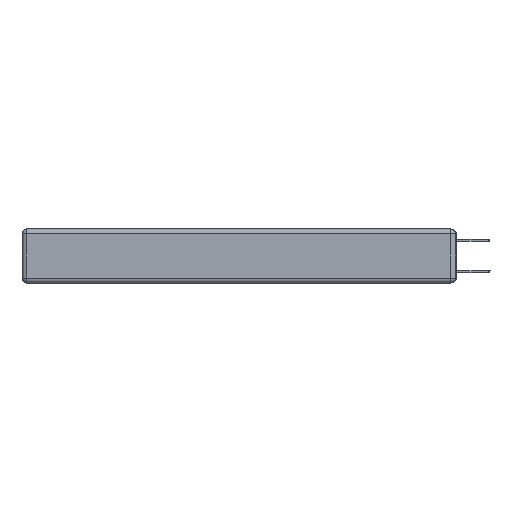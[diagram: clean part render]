
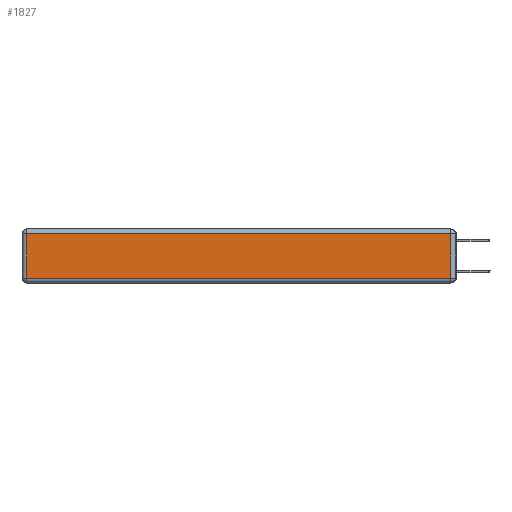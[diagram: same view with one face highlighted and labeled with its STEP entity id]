
A CAD part, left-side view. The second image highlights one B-rep face of the part: STEP entity #1827.
In plain terms, the highlighted planar face has unit normal (-1, 0, 0).
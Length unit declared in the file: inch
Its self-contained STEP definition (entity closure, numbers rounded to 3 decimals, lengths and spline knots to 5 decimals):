
#817 = EDGE_CURVE ( 'NONE', #19289, #18130, #9075, .T. ) ;
#916 = CARTESIAN_POINT ( 'NONE',  ( 0., 2.72, -0.03 ) ) ;
#982 = DIRECTION ( 'NONE',  ( 0., 1., 0. ) ) ;
#1827 = ADVANCED_FACE ( 'NONE', ( #7758 ), #17487, .T. ) ;
#3973 = DIRECTION ( 'NONE',  ( -1., 0., 0. ) ) ;
#5415 = DIRECTION ( 'NONE',  ( 0., 0., -1. ) ) ;
#5444 = VECTOR ( 'NONE', #5415, 39.37008 ) ;
#5521 = VECTOR ( 'NONE', #5529, 39.37008 ) ;
#5529 = DIRECTION ( 'NONE',  ( 0., -1., 0. ) ) ;
#6110 = ORIENTED_EDGE ( 'NONE', *, *, #12551, .T. ) ;
#6355 = VECTOR ( 'NONE', #7689, 39.37008 ) ;
#7333 = CARTESIAN_POINT ( 'NONE',  ( 0., 0.03, -0.313 ) ) ;
#7535 = CARTESIAN_POINT ( 'NONE',  ( 0., 0.03, -0.343 ) ) ;
#7689 = DIRECTION ( 'NONE',  ( 0., 0., 1. ) ) ;
#7758 = FACE_OUTER_BOUND ( 'NONE', #14281, .T. ) ;
#8877 = EDGE_CURVE ( 'NONE', #19839, #19289, #9295, .T. ) ;
#8920 = CARTESIAN_POINT ( 'NONE',  ( 0., 0., -0.343 ) ) ;
#9075 = LINE ( 'NONE', #10651, #5444 ) ;
#9295 = LINE ( 'NONE', #19521, #16457 ) ;
#10651 = CARTESIAN_POINT ( 'NONE',  ( 0., 2.72, -0.343 ) ) ;
#11053 = CARTESIAN_POINT ( 'NONE',  ( 0., 0.03, -0.03 ) ) ;
#12551 = EDGE_CURVE ( 'NONE', #18130, #20158, #14455, .T. ) ;
#12944 = ORIENTED_EDGE ( 'NONE', *, *, #19776, .T. ) ;
#14281 = EDGE_LOOP ( 'NONE', ( #6110, #12944, #15831, #17929 ) ) ;
#14455 = LINE ( 'NONE', #17077, #5521 ) ;
#15559 = LINE ( 'NONE', #7535, #6355 ) ;
#15831 = ORIENTED_EDGE ( 'NONE', *, *, #8877, .T. ) ;
#16451 = CARTESIAN_POINT ( 'NONE',  ( 0., 2.72, -0.313 ) ) ;
#16457 = VECTOR ( 'NONE', #982, 39.37008 ) ;
#17077 = CARTESIAN_POINT ( 'NONE',  ( 0., 0., -0.313 ) ) ;
#17487 = PLANE ( 'NONE',  #21013 ) ;
#17929 = ORIENTED_EDGE ( 'NONE', *, *, #817, .T. ) ;
#18130 = VERTEX_POINT ( 'NONE', #16451 ) ;
#19289 = VERTEX_POINT ( 'NONE', #916 ) ;
#19521 = CARTESIAN_POINT ( 'NONE',  ( 0., 2.75, -0.03 ) ) ;
#19776 = EDGE_CURVE ( 'NONE', #20158, #19839, #15559, .T. ) ;
#19839 = VERTEX_POINT ( 'NONE', #11053 ) ;
#20158 = VERTEX_POINT ( 'NONE', #7333 ) ;
#20767 = DIRECTION ( 'NONE',  ( 0., 0., 1. ) ) ;
#21013 = AXIS2_PLACEMENT_3D ( 'NONE', #8920, #3973, #20767 ) ;
